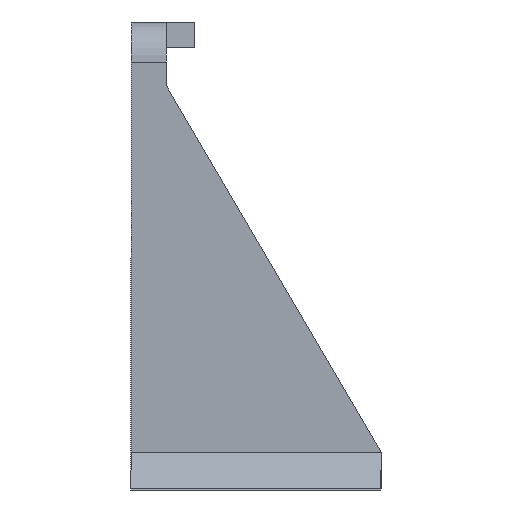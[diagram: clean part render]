
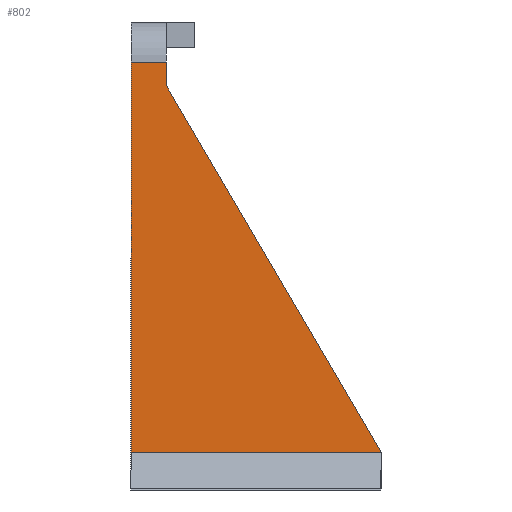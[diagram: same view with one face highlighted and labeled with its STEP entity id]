
A CAD part, left-side view. The second image highlights one B-rep face of the part: STEP entity #802.
In plain terms, the highlighted planar face has unit normal (-1, 0, 0).
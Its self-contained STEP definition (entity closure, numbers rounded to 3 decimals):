
#305=CARTESIAN_POINT('',(-84.,-39.5,38.701));
#306=VERTEX_POINT('',#305);
#432=CARTESIAN_POINT('',(-84.,-39.5,41.));
#433=VERTEX_POINT('',#432);
#441=CARTESIAN_POINT('',(-84.,-39.5,41.));
#442=DIRECTION('',(0.,0.,-1.));
#443=VECTOR('',#442,2.299);
#444=LINE('',#441,#443);
#445=EDGE_CURVE('',#433,#306,#444,.T.);
#728=CARTESIAN_POINT('',(-84.,-60.986,2.024));
#729=VERTEX_POINT('',#728);
#730=CARTESIAN_POINT('',(-84.,-39.5,38.701));
#731=DIRECTION('',(0.,-0.505,-0.863));
#732=VECTOR('',#731,42.507);
#733=LINE('',#730,#732);
#734=EDGE_CURVE('',#306,#729,#733,.T.);
#755=CARTESIAN_POINT('',(-84.,12.,0.));
#756=DIRECTION('',(1.,0.,0.));
#757=DIRECTION('',(0.,1.,0.));
#758=AXIS2_PLACEMENT_3D('',#755,#756,#757);
#759=PLANE('',#758);
#760=CARTESIAN_POINT('',(-84.,-61.,2.01));
#761=VERTEX_POINT('',#760);
#762=CARTESIAN_POINT('',(-84.,-61.,2.01));
#763=DIRECTION('',(0.,0.707,0.707));
#764=VECTOR('',#763,0.02);
#765=LINE('',#762,#764);
#766=EDGE_CURVE('',#761,#729,#765,.T.);
#767=ORIENTED_EDGE('',*,*,#766,.T.);
#768=ORIENTED_EDGE('',*,*,#734,.F.);
#769=ORIENTED_EDGE('',*,*,#445,.F.);
#770=CARTESIAN_POINT('',(-84.,-36.,41.));
#771=VERTEX_POINT('',#770);
#772=CARTESIAN_POINT('',(-84.,-39.5,41.));
#773=DIRECTION('',(-0.,1.,-0.));
#774=VECTOR('',#773,3.5);
#775=LINE('',#772,#774);
#776=EDGE_CURVE('',#433,#771,#775,.T.);
#777=ORIENTED_EDGE('',*,*,#776,.T.);
#778=CARTESIAN_POINT('',(-84.,-36.,2.));
#779=VERTEX_POINT('',#778);
#780=CARTESIAN_POINT('',(-84.,-36.,41.));
#781=DIRECTION('',(0.,0.,-1.));
#782=VECTOR('',#781,39.);
#783=LINE('',#780,#782);
#784=EDGE_CURVE('',#771,#779,#783,.T.);
#785=ORIENTED_EDGE('',*,*,#784,.T.);
#786=CARTESIAN_POINT('',(-84.,-61.,2.));
#787=VERTEX_POINT('',#786);
#788=CARTESIAN_POINT('',(-84.,-61.,2.));
#789=DIRECTION('',(0.,1.,0.));
#790=VECTOR('',#789,25.);
#791=LINE('',#788,#790);
#792=EDGE_CURVE('',#787,#779,#791,.T.);
#793=ORIENTED_EDGE('',*,*,#792,.F.);
#794=CARTESIAN_POINT('',(-84.,-61.,2.01));
#795=DIRECTION('',(0.,0.,-1.));
#796=VECTOR('',#795,0.01);
#797=LINE('',#794,#796);
#798=EDGE_CURVE('',#761,#787,#797,.T.);
#799=ORIENTED_EDGE('',*,*,#798,.F.);
#800=EDGE_LOOP('',(#767,#768,#769,#777,#785,#793,#799));
#801=FACE_BOUND('',#800,.T.);
#802=ADVANCED_FACE('',(#801),#759,.F.);
